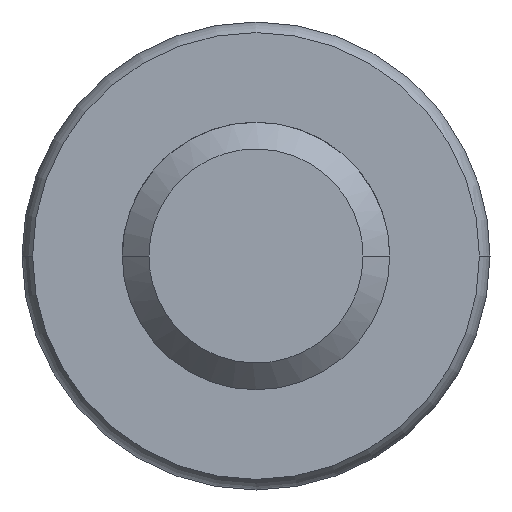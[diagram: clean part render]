
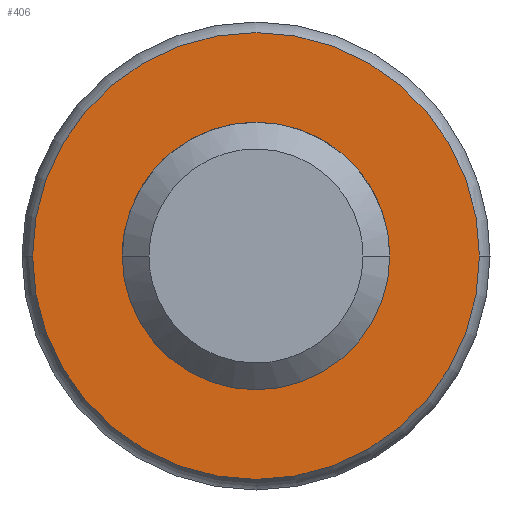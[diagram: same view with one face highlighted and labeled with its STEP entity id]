
A CAD part, front view. The second image highlights one B-rep face of the part: STEP entity #406.
In plain terms, the highlighted planar face has unit normal (0, -1, 0).
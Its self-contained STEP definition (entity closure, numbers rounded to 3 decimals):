
#8 = CIRCLE ( 'NONE', #958, 0.8 ) ;
#15 = VERTEX_POINT ( 'NONE', #155 ) ;
#25 = CIRCLE ( 'NONE', #466, 1.67 ) ;
#85 = CARTESIAN_POINT ( 'NONE',  ( 0., 0., -0.8 ) ) ;
#127 = DIRECTION ( 'NONE',  ( 0., 1., 0. ) ) ;
#155 = CARTESIAN_POINT ( 'NONE',  ( -1.67, 0., 0. ) ) ;
#251 = DIRECTION ( 'NONE',  ( 0., 0., -1. ) ) ;
#267 = CARTESIAN_POINT ( 'NONE',  ( 0.209, 0., -0.8 ) ) ;
#316 = VERTEX_POINT ( 'NONE', #556 ) ;
#340 = FACE_BOUND ( 'NONE', #429, .T. ) ;
#369 = EDGE_CURVE ( 'NONE', #469, #15, #374, .T. ) ;
#374 = CIRCLE ( 'NONE', #1142, 1.67 ) ;
#382 = B_SPLINE_CURVE_WITH_KNOTS ( 'NONE', 3,
 ( #85, #267, #517, #793, #422, #961, #869, #702, #776, #1059 ),
 .UNSPECIFIED., .F., .F.,
 ( 4, 2, 2, 2, 4 ),
 ( 0., 0.25, 0.5, 0.75, 1. ),
 .UNSPECIFIED. ) ;
#406 = ADVANCED_FACE ( 'NONE', ( #340, #769 ), #1043, .T. ) ;
#422 = CARTESIAN_POINT ( 'NONE',  ( 0.8, 0., -0.209 ) ) ;
#429 = EDGE_LOOP ( 'NONE', ( #563, #877 ) ) ;
#466 = AXIS2_PLACEMENT_3D ( 'NONE', #622, #1139, #977 ) ;
#467 = AXIS2_PLACEMENT_3D ( 'NONE', #685, #1050, #251 ) ;
#469 = VERTEX_POINT ( 'NONE', #591 ) ;
#517 = CARTESIAN_POINT ( 'NONE',  ( 0.418, 0., -0.714 ) ) ;
#540 = CARTESIAN_POINT ( 'NONE',  ( 0., 0., 0.8 ) ) ;
#556 = CARTESIAN_POINT ( 'NONE',  ( 0., 0., -0.8 ) ) ;
#562 = DIRECTION ( 'NONE',  ( 1., 0., 0. ) ) ;
#563 = ORIENTED_EDGE ( 'NONE', *, *, #765, .F. ) ;
#591 = CARTESIAN_POINT ( 'NONE',  ( 1.67, 0., 0. ) ) ;
#615 = EDGE_LOOP ( 'NONE', ( #803, #947 ) ) ;
#622 = CARTESIAN_POINT ( 'NONE',  ( 0., 0., 0. ) ) ;
#625 = EDGE_CURVE ( 'NONE', #1140, #316, #8, .T. ) ;
#685 = CARTESIAN_POINT ( 'NONE',  ( 0., 0., 0. ) ) ;
#702 = CARTESIAN_POINT ( 'NONE',  ( 0.418, 0., 0.714 ) ) ;
#739 = EDGE_CURVE ( 'NONE', #15, #469, #25, .T. ) ;
#753 = DIRECTION ( 'NONE',  ( 0., -1., 0. ) ) ;
#765 = EDGE_CURVE ( 'NONE', #316, #1140, #382, .T. ) ;
#769 = FACE_OUTER_BOUND ( 'NONE', #615, .T. ) ;
#776 = CARTESIAN_POINT ( 'NONE',  ( 0.209, 0., 0.8 ) ) ;
#793 = CARTESIAN_POINT ( 'NONE',  ( 0.714, 0., -0.418 ) ) ;
#803 = ORIENTED_EDGE ( 'NONE', *, *, #369, .F. ) ;
#869 = CARTESIAN_POINT ( 'NONE',  ( 0.714, 0., 0.418 ) ) ;
#877 = ORIENTED_EDGE ( 'NONE', *, *, #625, .F. ) ;
#934 = CARTESIAN_POINT ( 'NONE',  ( 0., 0., 0. ) ) ;
#935 = CARTESIAN_POINT ( 'NONE',  ( 0., 0., 0. ) ) ;
#947 = ORIENTED_EDGE ( 'NONE', *, *, #739, .F. ) ;
#958 = AXIS2_PLACEMENT_3D ( 'NONE', #934, #753, #1103 ) ;
#961 = CARTESIAN_POINT ( 'NONE',  ( 0.8, 0., 0.209 ) ) ;
#977 = DIRECTION ( 'NONE',  ( 1., 0., 0. ) ) ;
#1043 = PLANE ( 'NONE',  #467 ) ;
#1050 = DIRECTION ( 'NONE',  ( 0., -1., 0. ) ) ;
#1059 = CARTESIAN_POINT ( 'NONE',  ( 0., 0., 0.8 ) ) ;
#1103 = DIRECTION ( 'NONE',  ( 1., 0., 0. ) ) ;
#1139 = DIRECTION ( 'NONE',  ( 0., 1., 0. ) ) ;
#1140 = VERTEX_POINT ( 'NONE', #540 ) ;
#1142 = AXIS2_PLACEMENT_3D ( 'NONE', #935, #127, #562 ) ;
